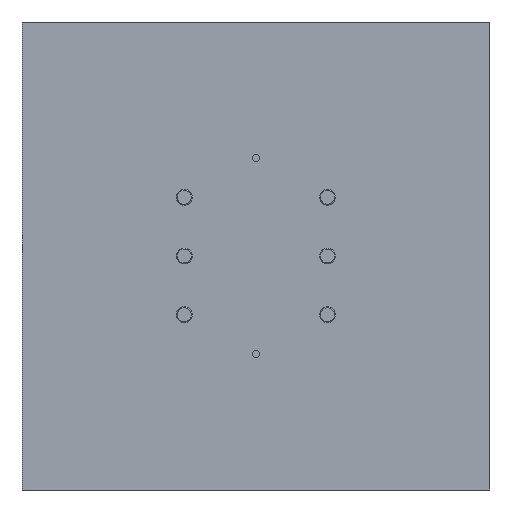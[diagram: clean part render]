
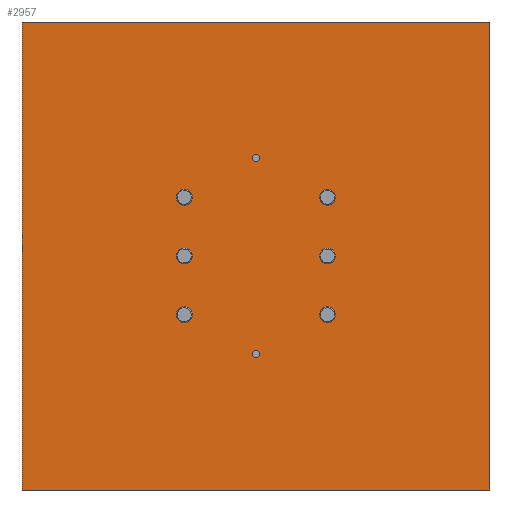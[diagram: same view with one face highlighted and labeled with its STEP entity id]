
A CAD part, left-side view. The second image highlights one B-rep face of the part: STEP entity #2957.
In plain terms, the highlighted planar face has unit normal (-1, 0, 0).
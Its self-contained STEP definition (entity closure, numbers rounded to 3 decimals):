
#80=CIRCLE('',#3166,0.5);
#82=CIRCLE('',#3169,0.5);
#83=CIRCLE('',#3185,1.105);
#84=CIRCLE('',#3186,1.105);
#85=CIRCLE('',#3187,1.105);
#86=CIRCLE('',#3188,1.105);
#87=CIRCLE('',#3189,1.105);
#88=CIRCLE('',#3190,1.105);
#128=FACE_BOUND('',#471,.T.);
#129=FACE_BOUND('',#472,.T.);
#130=FACE_BOUND('',#473,.T.);
#131=FACE_BOUND('',#474,.T.);
#132=FACE_BOUND('',#475,.T.);
#133=FACE_BOUND('',#476,.T.);
#134=FACE_BOUND('',#477,.T.);
#135=FACE_BOUND('',#478,.T.);
#297=FACE_OUTER_BOUND('',#470,.T.);
#470=EDGE_LOOP('',(#2544,#2545,#2546,#2547));
#471=EDGE_LOOP('',(#2548));
#472=EDGE_LOOP('',(#2549));
#473=EDGE_LOOP('',(#2550));
#474=EDGE_LOOP('',(#2551));
#475=EDGE_LOOP('',(#2552));
#476=EDGE_LOOP('',(#2553));
#477=EDGE_LOOP('',(#2554));
#478=EDGE_LOOP('',(#2555));
#823=LINE('',#4693,#1184);
#827=LINE('',#4702,#1188);
#830=LINE('',#4706,#1191);
#832=LINE('',#4709,#1193);
#1184=VECTOR('',#3848,10.);
#1188=VECTOR('',#3854,10.);
#1191=VECTOR('',#3859,10.);
#1193=VECTOR('',#3863,10.);
#1432=VERTEX_POINT('',#4627);
#1434=VERTEX_POINT('',#4633);
#1453=VERTEX_POINT('',#4690);
#1454=VERTEX_POINT('',#4692);
#1457=VERTEX_POINT('',#4699);
#1458=VERTEX_POINT('',#4701);
#1459=VERTEX_POINT('',#4711);
#1460=VERTEX_POINT('',#4713);
#1461=VERTEX_POINT('',#4715);
#1462=VERTEX_POINT('',#4717);
#1463=VERTEX_POINT('',#4719);
#1464=VERTEX_POINT('',#4721);
#1793=EDGE_CURVE('',#1432,#1432,#80,.T.);
#1796=EDGE_CURVE('',#1434,#1434,#82,.T.);
#1823=EDGE_CURVE('',#1453,#1454,#823,.T.);
#1827=EDGE_CURVE('',#1457,#1458,#827,.T.);
#1830=EDGE_CURVE('',#1457,#1454,#830,.T.);
#1832=EDGE_CURVE('',#1453,#1458,#832,.T.);
#1833=EDGE_CURVE('',#1459,#1459,#83,.T.);
#1834=EDGE_CURVE('',#1460,#1460,#84,.T.);
#1835=EDGE_CURVE('',#1461,#1461,#85,.T.);
#1836=EDGE_CURVE('',#1462,#1462,#86,.T.);
#1837=EDGE_CURVE('',#1463,#1463,#87,.T.);
#1838=EDGE_CURVE('',#1464,#1464,#88,.T.);
#2544=ORIENTED_EDGE('',*,*,#1830,.T.);
#2545=ORIENTED_EDGE('',*,*,#1823,.F.);
#2546=ORIENTED_EDGE('',*,*,#1832,.T.);
#2547=ORIENTED_EDGE('',*,*,#1827,.F.);
#2548=ORIENTED_EDGE('',*,*,#1793,.T.);
#2549=ORIENTED_EDGE('',*,*,#1796,.T.);
#2550=ORIENTED_EDGE('',*,*,#1833,.T.);
#2551=ORIENTED_EDGE('',*,*,#1834,.T.);
#2552=ORIENTED_EDGE('',*,*,#1835,.T.);
#2553=ORIENTED_EDGE('',*,*,#1836,.T.);
#2554=ORIENTED_EDGE('',*,*,#1837,.T.);
#2555=ORIENTED_EDGE('',*,*,#1838,.T.);
#2806=PLANE('',#3184);
#2957=ADVANCED_FACE('',(#297,#128,#129,#130,#131,#132,#133,#134,#135),#2806,
 .T.);
#3166=AXIS2_PLACEMENT_3D('',#4629,#3791,#3792);
#3169=AXIS2_PLACEMENT_3D('',#4635,#3798,#3799);
#3184=AXIS2_PLACEMENT_3D('',#4710,#3864,#3865);
#3185=AXIS2_PLACEMENT_3D('',#4712,#3866,#3867);
#3186=AXIS2_PLACEMENT_3D('',#4714,#3868,#3869);
#3187=AXIS2_PLACEMENT_3D('',#4716,#3870,#3871);
#3188=AXIS2_PLACEMENT_3D('',#4718,#3872,#3873);
#3189=AXIS2_PLACEMENT_3D('',#4720,#3874,#3875);
#3190=AXIS2_PLACEMENT_3D('',#4722,#3876,#3877);
#3791=DIRECTION('center_axis',(1.,0.,0.));
#3792=DIRECTION('ref_axis',(0.,0.,-1.));
#3798=DIRECTION('center_axis',(1.,0.,0.));
#3799=DIRECTION('ref_axis',(0.,0.,-1.));
#3848=DIRECTION('',(0.,0.,-1.));
#3854=DIRECTION('',(0.,0.,1.));
#3859=DIRECTION('',(0.,-1.,0.));
#3863=DIRECTION('',(0.,1.,0.));
#3864=DIRECTION('center_axis',(-1.,0.,0.));
#3865=DIRECTION('ref_axis',(0.,-1.,0.));
#3866=DIRECTION('center_axis',(1.,0.,0.));
#3867=DIRECTION('ref_axis',(0.,-1.,0.));
#3868=DIRECTION('center_axis',(1.,0.,0.));
#3869=DIRECTION('ref_axis',(0.,-1.,0.));
#3870=DIRECTION('center_axis',(1.,0.,0.));
#3871=DIRECTION('ref_axis',(0.,-1.,0.));
#3872=DIRECTION('center_axis',(1.,0.,0.));
#3873=DIRECTION('ref_axis',(0.,-1.,0.));
#3874=DIRECTION('center_axis',(1.,0.,0.));
#3875=DIRECTION('ref_axis',(0.,-1.,0.));
#3876=DIRECTION('center_axis',(1.,0.,0.));
#3877=DIRECTION('ref_axis',(0.,-1.,0.));
#4627=CARTESIAN_POINT('',(1.073,3.764,12.5));
#4629=CARTESIAN_POINT('Origin',(1.073,3.764,12.));
#4633=CARTESIAN_POINT('',(1.073,3.764,-14.9));
#4635=CARTESIAN_POINT('Origin',(1.073,3.764,-15.4));
#4690=CARTESIAN_POINT('',(1.073,-28.936,31.));
#4692=CARTESIAN_POINT('',(1.073,-28.936,-34.4));
#4693=CARTESIAN_POINT('',(1.073,-28.936,-14.4));
#4699=CARTESIAN_POINT('',(1.073,36.464,-34.4));
#4701=CARTESIAN_POINT('',(1.073,36.464,31.));
#4702=CARTESIAN_POINT('',(1.073,36.464,11.));
#4706=CARTESIAN_POINT('',(1.073,-8.936,-34.4));
#4709=CARTESIAN_POINT('',(1.073,16.464,31.));
#4710=CARTESIAN_POINT('Origin',(1.073,3.764,-1.7));
#4711=CARTESIAN_POINT('',(1.073,14.885,-1.7));
#4712=CARTESIAN_POINT('Origin',(1.073,13.78,-1.7));
#4713=CARTESIAN_POINT('',(1.073,14.885,6.5));
#4714=CARTESIAN_POINT('Origin',(1.073,13.78,6.5));
#4715=CARTESIAN_POINT('',(1.073,-5.115,6.5));
#4716=CARTESIAN_POINT('Origin',(1.073,-6.22,6.5));
#4717=CARTESIAN_POINT('',(1.073,-5.115,-1.7));
#4718=CARTESIAN_POINT('Origin',(1.073,-6.22,-1.7));
#4719=CARTESIAN_POINT('',(1.073,-5.115,-9.9));
#4720=CARTESIAN_POINT('Origin',(1.073,-6.22,-9.9));
#4721=CARTESIAN_POINT('',(1.073,14.885,-9.9));
#4722=CARTESIAN_POINT('Origin',(1.073,13.78,-9.9));
